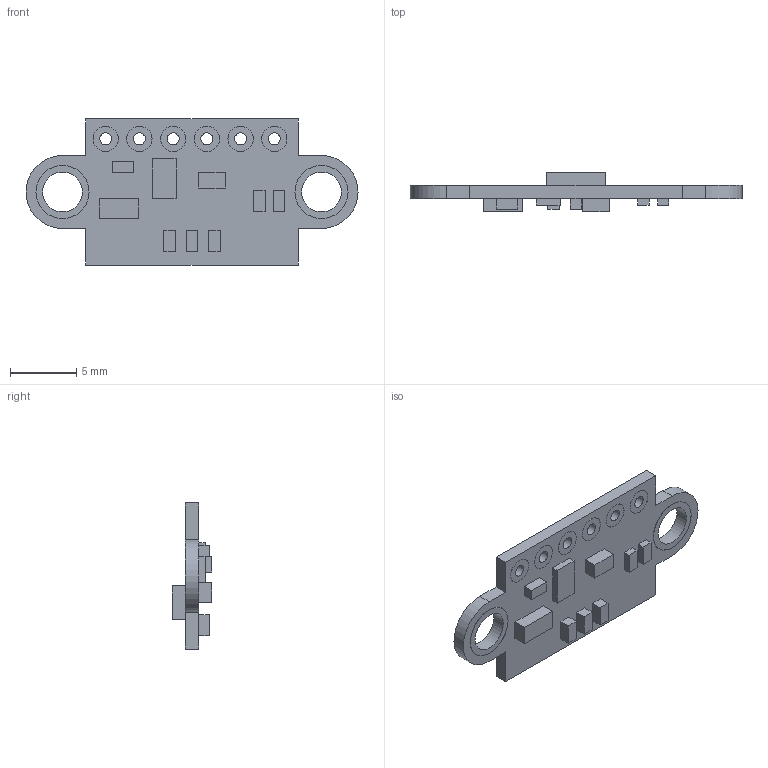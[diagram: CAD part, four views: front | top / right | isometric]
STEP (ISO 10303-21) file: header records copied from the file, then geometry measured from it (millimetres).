
FILE_DESCRIPTION(/* description */ (''),/* implementation_level */ '2;1');
FILE_NAME(/* name */ 'vl53l0x_PCB .step',/* time_stamp */ '2021-12-06T10:48:09-06:00',/* author */ (''),/* organization */ (''),/* preprocessor_version */ 'ST-DEVELOPER v18.1',/* originating_system */ 'Autodesk Translation Framework v10.10.0.1391',/* authorisation */ '');
FILE_SCHEMA (('AUTOMOTIVE_DESIGN { 1 0 10303 214 3 1 1 }'));
Length unit declared in the file: millimetre
Products named in the file (1): vl53l0x_PCB
Bounding box: 25 x 3 x 11 mm (x, y, z)
Volume: 228.1 mm3; surface area: 561.9 mm2
Topology: 1 solids, 1 shells, 104 faces, 228 edges, 152 vertices
Faces by surface type: plane 78, cylinder 26
Full cylindrical faces by diameter (mm): 0.9 x6, 1.9 x12, 3 x2, 4 x4
Entity records: 3020 total; most frequent: DIRECTION 490, CARTESIAN_POINT 485, ORIENTED_EDGE 456, EDGE_CURVE 228, LINE 176, VECTOR 176, AXIS2_PLACEMENT_3D 157, VERTEX_POINT 152
